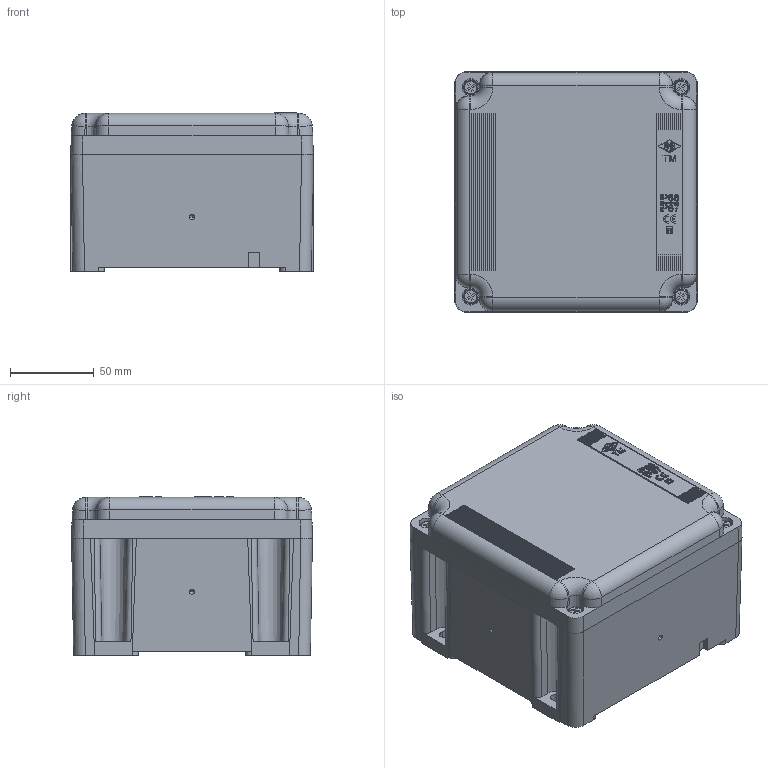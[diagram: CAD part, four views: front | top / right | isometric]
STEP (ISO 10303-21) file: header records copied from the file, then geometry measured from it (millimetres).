
FILE_DESCRIPTION(('Creo Elements/Direct Modeling STEP Export'),'2;1');
FILE_NAME('223mj5460vmro528032','2024-01-31T13:47:01',(''),(''),'Creo Elements/Direct Modeling STEP processor for AP214 (Solid Model)','Creo Elements/Direct Modeling 20.5B 27-May-2023 (C) Parametric Technology GmbH','');
FILE_SCHEMA(('AUTOMOTIVE_DESIGN { 1 0 10303 214 1 1 1 1 }'));
Length unit declared in the file: millimetre
Products named in the file (3): COPERCHIO_1414; SCATOLA_1414; TM_1414_DB
Assembly tree (2 placements, depth 2):
  TM_1414_DB
    SCATOLA_1414
    COPERCHIO_1414
Bounding box: 145 x 144 x 94.9 mm (x, y, z)
Volume: 500050.5 mm3; surface area: 191609.5 mm2
Topology: 2 solids, 2 shells, 1047 faces, 2832 edges, 1865 vertices
Faces by surface type: plane 763, cylinder 206, cone 50, torus 20, sphere 8
Entity records: 40847 total; most frequent: CARTESIAN_POINT 6282, ORIENTED_EDGE 5632, DIRECTION 5107, EDGE_CURVE 2816, VECTOR 2197, LINE 2197, VERTEX_POINT 1865, AXIS2_PLACEMENT_3D 1455
